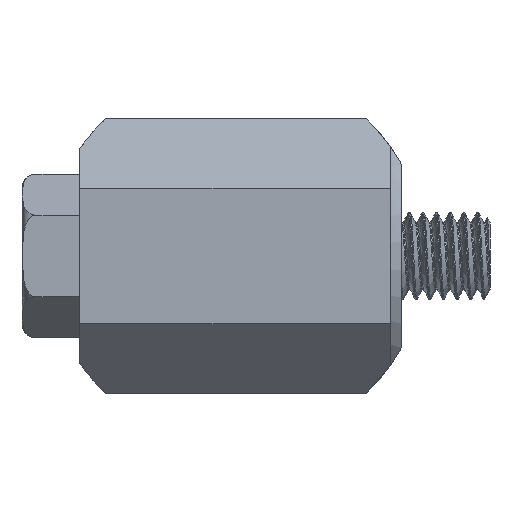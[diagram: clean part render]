
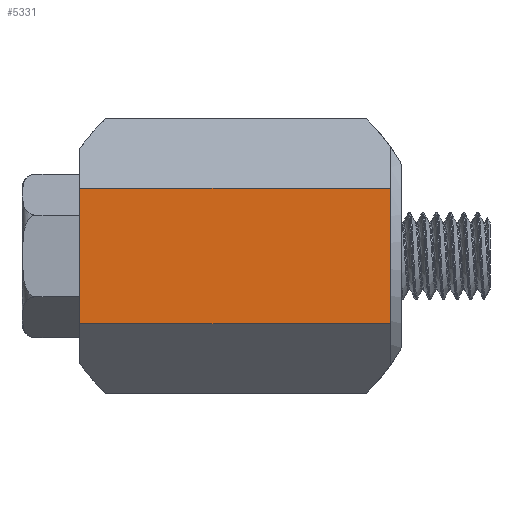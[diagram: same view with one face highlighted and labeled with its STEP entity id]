
A CAD part, left-side view. The second image highlights one B-rep face of the part: STEP entity #5331.
In plain terms, the highlighted planar face has unit normal (-1, 0, 0).
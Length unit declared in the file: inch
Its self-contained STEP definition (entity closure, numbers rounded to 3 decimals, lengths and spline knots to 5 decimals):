
#193=PLANE('',#6259);
#742=FACE_OUTER_BOUND('',#1260,.T.);
#1260=EDGE_LOOP('',(#4207,#4208,#4209,#4210));
#1411=LINE('',#9322,#1549);
#1417=LINE('',#9369,#1555);
#1418=LINE('',#9371,#1556);
#1419=LINE('',#9372,#1557);
#1549=VECTOR('',#7960,0.3937);
#1555=VECTOR('',#8000,0.3937);
#1556=VECTOR('',#8001,0.3937);
#1557=VECTOR('',#8002,0.3937);
#2310=VERTEX_POINT('',#9319);
#2311=VERTEX_POINT('',#9321);
#2326=VERTEX_POINT('',#9368);
#2327=VERTEX_POINT('',#9370);
#2898=EDGE_CURVE('',#2311,#2310,#1411,.T.);
#2917=EDGE_CURVE('',#2326,#2311,#1417,.T.);
#2918=EDGE_CURVE('',#2327,#2310,#1418,.T.);
#2919=EDGE_CURVE('',#2326,#2327,#1419,.T.);
#4207=ORIENTED_EDGE('',*,*,#2917,.T.);
#4208=ORIENTED_EDGE('',*,*,#2898,.T.);
#4209=ORIENTED_EDGE('',*,*,#2918,.F.);
#4210=ORIENTED_EDGE('',*,*,#2919,.F.);
#5331=ADVANCED_FACE('',(#742),#193,.T.);
#6259=AXIS2_PLACEMENT_3D('',#9367,#7998,#7999);
#7960=DIRECTION('',(0.,0.,-1.));
#7998=DIRECTION('center_axis',(-1.,0.,0.));
#7999=DIRECTION('ref_axis',(0.,1.,0.));
#8000=DIRECTION('',(0.,1.,0.));
#8001=DIRECTION('',(0.,1.,0.));
#8002=DIRECTION('',(0.,0.,-1.));
#9319=CARTESIAN_POINT('',(-1.20767,1.03872,-0.245));
#9321=CARTESIAN_POINT('',(-1.20767,1.03872,0.245));
#9322=CARTESIAN_POINT('',(-1.20767,1.03872,0.245));
#9367=CARTESIAN_POINT('Origin',(-1.20767,-0.08128,0.245));
#9368=CARTESIAN_POINT('',(-1.20767,-0.08128,0.245));
#9369=CARTESIAN_POINT('',(-1.20767,-0.08128,0.245));
#9370=CARTESIAN_POINT('',(-1.20767,-0.08128,-0.245));
#9371=CARTESIAN_POINT('',(-1.20767,-0.08128,-0.245));
#9372=CARTESIAN_POINT('',(-1.20767,-0.08128,0.245));
